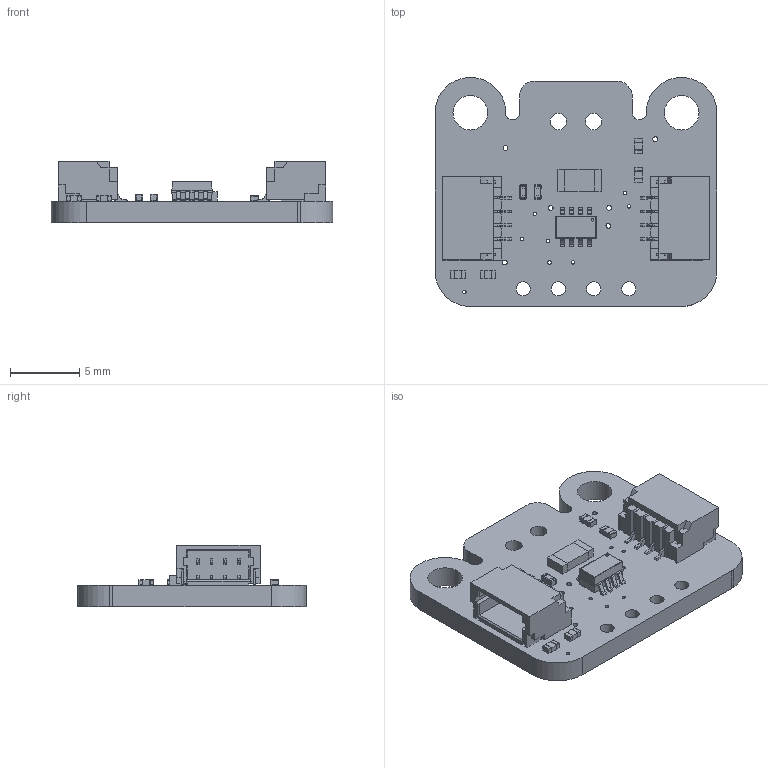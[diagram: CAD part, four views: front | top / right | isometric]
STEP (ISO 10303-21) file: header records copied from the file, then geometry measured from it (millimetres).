
FILE_DESCRIPTION(/* description */ (''),/* implementation_level */ '2;1');
FILE_NAME(/* name */ 'INA219-Current-Sensor v1-1.step',/* time_stamp */ '2024-08-14T09:04:33+02:00',/* author */ (''),/* organization */ (''),/* preprocessor_version */ 'ST-DEVELOPER v20',/* originating_system */ 'Autodesk Translation Framework v13.14.0.145',/* authorisation */ '');
FILE_SCHEMA (('AUTOMOTIVE_DESIGN { 1 0 10303 214 3 1 1 }'));
Length unit declared in the file: millimetre
Products named in the file (16): INA219-Current-Sensor; Board; Packages; C0402; Pin1; Pin2; CeramicBody; LASKAKIT_HEART_3MM; LASKKIT_10MM_SILKSCREEN; USUP_4MM_SILKSCREEN; 1X04_1MM_RA; SOP65P280X145-8N; Body; PinsArrayLR; R0402; R1206
Assembly tree (21 placements, depth 4):
  INA219-Current-Sensor
    Board
    Packages
      C0402  x2
        Pin1
        Pin2
        CeramicBody
      LASKAKIT_HEART_3MM
      LASKKIT_10MM_SILKSCREEN
      USUP_4MM_SILKSCREEN  x2
      1X04_1MM_RA  x2
      SOP65P280X145-8N
        Body
        PinsArrayLR
      R0402  x4
      R1206
Bounding box: 20.32 x 16.51 x 4.47 mm (x, y, z)
Volume: 565.7 mm3; surface area: 1279.9 mm2
Topology: 35 solids, 35 shells, 1114 faces, 2851 edges, 1798 vertices
Faces by surface type: plane 699, cylinder 299, sphere 80, bspline 36
Full cylindrical faces by diameter (mm): 0.2 x1, 0.25 x12, 0.35 x6, 1.016 x4, 1.2 x2, 2.5 x2
Entity records: 20229 total; most frequent: CARTESIAN_POINT 4471, ORIENTED_EDGE 3118, DIRECTION 3079, EDGE_CURVE 1559, LINE 1195, VECTOR 1195, VERTEX_POINT 1004, AXIS2_PLACEMENT_3D 942
